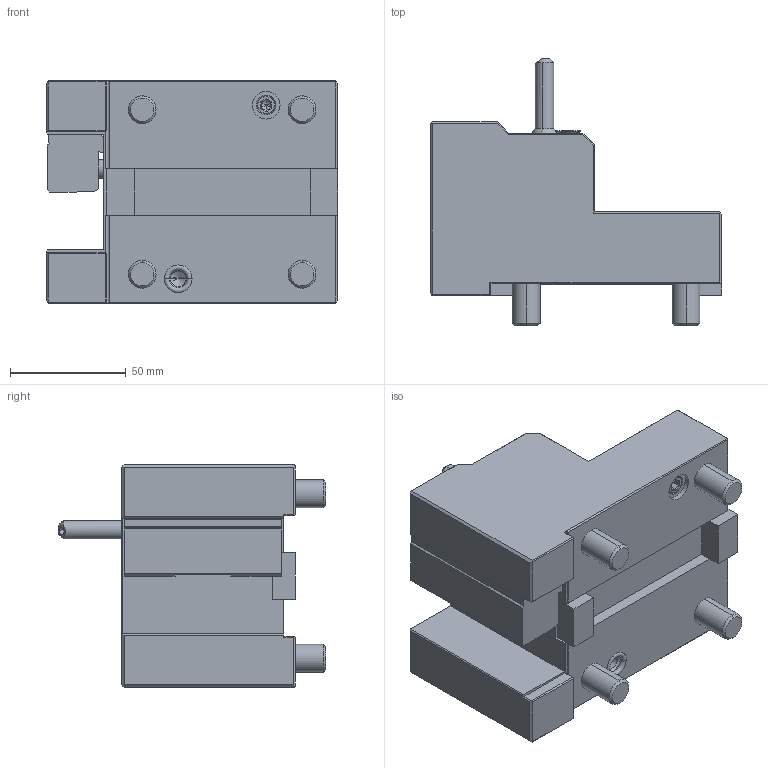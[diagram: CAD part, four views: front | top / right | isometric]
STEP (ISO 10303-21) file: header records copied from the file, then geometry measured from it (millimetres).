
FILE_DESCRIPTION((''),'2;1');
FILE_NAME('NGT_OD_65_25_70_NT','2021-10-18T',('vali'),('NOVA GRUP'),'PRO/ENGINEER BY PARAMETRIC TECHNOLOGY CORPORATION, 2010280','PRO/ENGINEER BY PARAMETRIC TECHNOLOGY CORPORATION, 2010280','');
FILE_SCHEMA(('CONFIG_CONTROL_DESIGN'));
Length unit declared in the file: millimetre
Products named in the file (1): NGT_OD_65_25_70_NT
Bounding box: 126 x 115.34 x 96 mm (x, y, z)
Volume: 579788.6 mm3; surface area: 61420.1 mm2
Topology: 1 solids, 1 shells, 211 faces, 535 edges, 330 vertices
Faces by surface type: plane 135, cylinder 43, cone 23, bspline 6, sphere 2, torus 2
Entity records: 6680 total; most frequent: CARTESIAN_POINT 1636, ORIENTED_EDGE 1054, DIRECTION 988, EDGE_CURVE 527, VECTOR 388, LINE 388, VERTEX_POINT 330, AXIS2_PLACEMENT_3D 300
